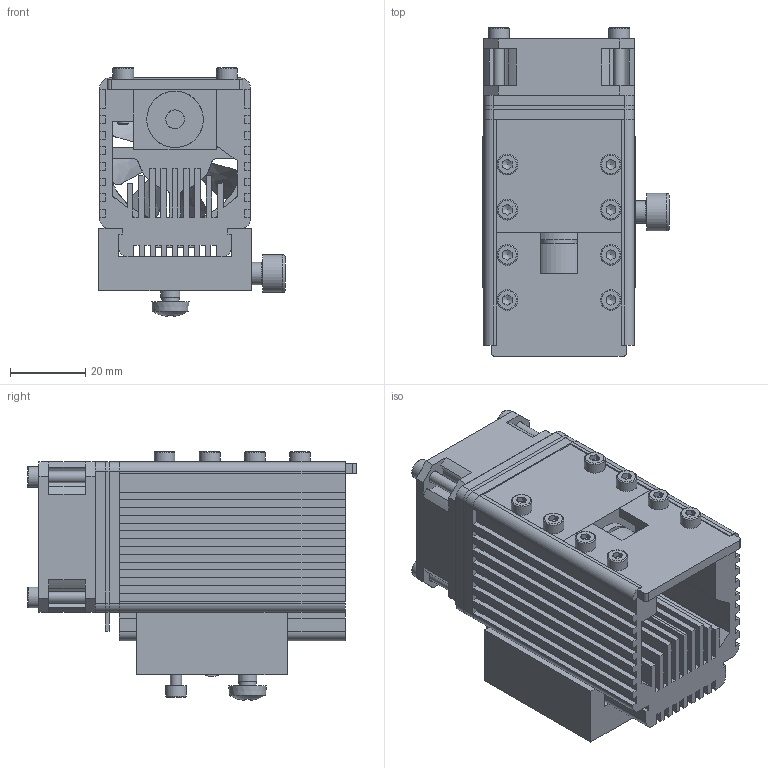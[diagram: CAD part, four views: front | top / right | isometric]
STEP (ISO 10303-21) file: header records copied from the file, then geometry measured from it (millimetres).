
FILE_DESCRIPTION(/* description */ (''),/* implementation_level */ '2;1');
FILE_NAME(/* name */ 'Neje tool 30W Laser Module with slider.stp',/* time_stamp */ '2021-01-31T12:54:30+01:00',/* author */ ('Dirk'),/* organization */ (''),/* preprocessor_version */ 'ST-DEVELOPER v17.2',/* originating_system */ 'Autodesk Inventor 2019',/* authorisation */ '');
FILE_SCHEMA (('AUTOMOTIVE_DESIGN { 1 0 10303 214 3 1 1 }'));
Length unit declared in the file: millimetre
Products named in the file (16): Assembly1; Aluminum housing; Red plastic riser; PCB; ISO 4762  - M3 x 25; fan_40x15; Red plastic shield; metal shield; DIN 912 - M3 x 12; metal ring; focus; Assembly1 glider; Glider; DIN 912 - M3 x 8; DIN 7985 (H) - M5x10-H; DIN 912 - M6 x 20
Assembly tree (26 placements, depth 3):
  Assembly1
    Aluminum housing
    Red plastic riser  x2
    PCB
    ISO 4762  - M3 x 25  x4
    fan_40x15
    Red plastic shield
    metal shield
    DIN 912 - M3 x 12  x8
    metal ring
    focus
    Assembly1 glider
      Glider
      DIN 912 - M3 x 8
      DIN 7985 (H) - M5x10-H
      DIN 912 - M6 x 20
Bounding box: 49.5 x 87.4 x 66.02 mm (x, y, z)
Volume: 98235.2 mm3; surface area: 69790.6 mm2
Topology: 25 solids, 25 shells, 700 faces, 2020 edges, 1388 vertices
Faces by surface type: plane 445, cylinder 155, cone 53, torus 30, bspline 16, sphere 1
Full cylindrical faces by diameter (mm): 2.459 x11, 2.8 x2, 3 x13, 3.2 x20, 3.5 x8, 4.134 x1, 4.6 x1, 4.917 x1, 5 x3, 5.5 x13, 6 x1, 10 x3, 15 x2, 20 x1, 36.952 x1
Entity records: 19338 total; most frequent: CARTESIAN_POINT 4404, ORIENTED_EDGE 3062, DIRECTION 2873, EDGE_CURVE 1531, VERTEX_POINT 1052, LINE 1011, VECTOR 1011, AXIS2_PLACEMENT_3D 931
